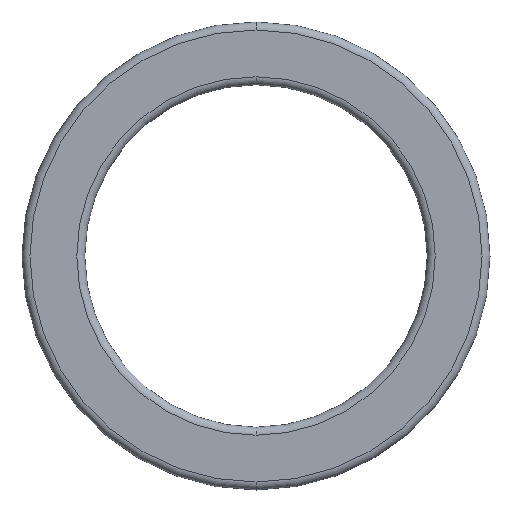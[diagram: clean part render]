
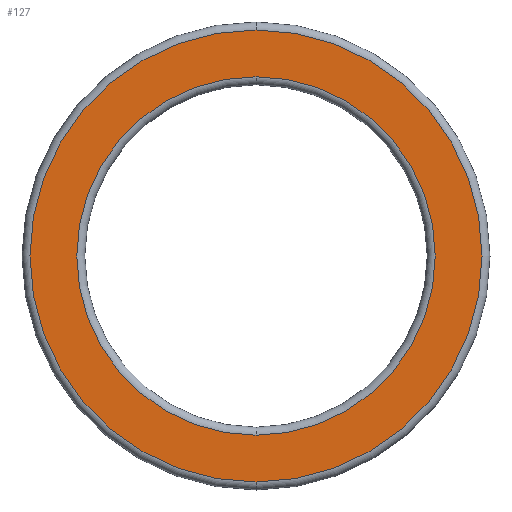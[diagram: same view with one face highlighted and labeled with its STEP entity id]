
A CAD part, front view. The second image highlights one B-rep face of the part: STEP entity #127.
In plain terms, the highlighted planar face has unit normal (0, -1, 0).
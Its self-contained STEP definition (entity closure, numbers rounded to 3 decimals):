
#21 = EDGE_CURVE ( 'NONE', #22, #23, #221, .T. ) ;
#22 = VERTEX_POINT ( 'NONE', #383 ) ;
#23 = VERTEX_POINT ( 'NONE', #382 ) ;
#75 = EDGE_CURVE ( 'NONE', #23, #22, #331, .T. ) ;
#93 = VERTEX_POINT ( 'NONE', #236 ) ;
#95 = EDGE_CURVE ( 'NONE', #96, #93, #235, .T. ) ;
#96 = VERTEX_POINT ( 'NONE', #297 ) ;
#124 = EDGE_CURVE ( 'NONE', #93, #96, #521, .T. ) ;
#125 = ORIENTED_EDGE ( 'NONE', *, *, #21, .F. ) ;
#127 = ADVANCED_FACE ( 'NONE', ( #517, #516 ), #515, .T. ) ;
#128 = ORIENTED_EDGE ( 'NONE', *, *, #95, .T. ) ;
#191 = EDGE_LOOP ( 'NONE', ( #125, #192 ) ) ;
#192 = ORIENTED_EDGE ( 'NONE', *, *, #75, .F. ) ;
#221 = CIRCLE ( 'NONE', #387, 15.7 ) ;
#235 = CIRCLE ( 'NONE', #301, 19.8 ) ;
#236 = CARTESIAN_POINT ( 'NONE',  ( 0., -3., 19.8 ) ) ;
#297 = CARTESIAN_POINT ( 'NONE',  ( 0., -3., -19.8 ) ) ;
#298 = DIRECTION ( 'NONE',  ( 0., 0., -1. ) ) ;
#299 = DIRECTION ( 'NONE',  ( 0., -1., 0. ) ) ;
#300 = CARTESIAN_POINT ( 'NONE',  ( 0., -3., 0. ) ) ;
#301 = AXIS2_PLACEMENT_3D ( 'NONE', #300, #299, #298 ) ;
#311 = EDGE_LOOP ( 'NONE', ( #128, #340 ) ) ;
#328 = DIRECTION ( 'NONE',  ( 0., 0., -1. ) ) ;
#329 = DIRECTION ( 'NONE',  ( 0., -1., 0. ) ) ;
#330 = AXIS2_PLACEMENT_3D ( 'NONE', #335, #329, #328 ) ;
#331 = CIRCLE ( 'NONE', #330, 15.7 ) ;
#335 = CARTESIAN_POINT ( 'NONE',  ( 0., -3., 0. ) ) ;
#340 = ORIENTED_EDGE ( 'NONE', *, *, #124, .T. ) ;
#382 = CARTESIAN_POINT ( 'NONE',  ( 0., -3., 15.7 ) ) ;
#383 = CARTESIAN_POINT ( 'NONE',  ( 0., -3., -15.7 ) ) ;
#384 = DIRECTION ( 'NONE',  ( 0., 0., -1. ) ) ;
#385 = DIRECTION ( 'NONE',  ( 0., -1., 0. ) ) ;
#386 = CARTESIAN_POINT ( 'NONE',  ( 0., -3., 0. ) ) ;
#387 = AXIS2_PLACEMENT_3D ( 'NONE', #386, #385, #384 ) ;
#422 = DIRECTION ( 'NONE',  ( 0., 0., -1. ) ) ;
#423 = DIRECTION ( 'NONE',  ( 0., -1., 0. ) ) ;
#424 = CARTESIAN_POINT ( 'NONE',  ( 15.7, -3., 0. ) ) ;
#425 = AXIS2_PLACEMENT_3D ( 'NONE', #424, #423, #422 ) ;
#515 = PLANE ( 'NONE',  #425 ) ;
#516 = FACE_BOUND ( 'NONE', #191, .T. ) ;
#517 = FACE_OUTER_BOUND ( 'NONE', #311, .T. ) ;
#518 = DIRECTION ( 'NONE',  ( 0., 0., -1. ) ) ;
#519 = DIRECTION ( 'NONE',  ( 0., -1., 0. ) ) ;
#520 = AXIS2_PLACEMENT_3D ( 'NONE', #525, #519, #518 ) ;
#521 = CIRCLE ( 'NONE', #520, 19.8 ) ;
#525 = CARTESIAN_POINT ( 'NONE',  ( 0., -3., 0. ) ) ;
